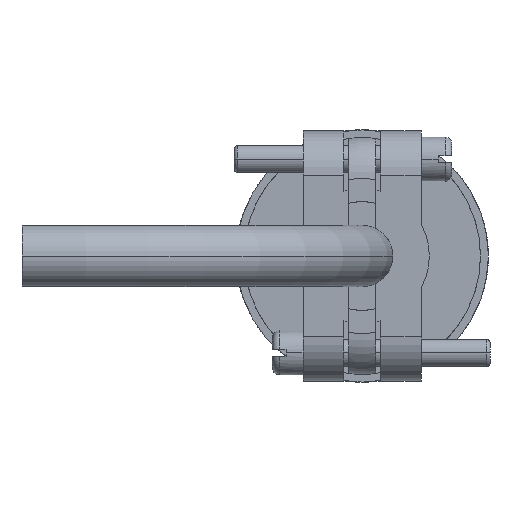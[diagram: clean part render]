
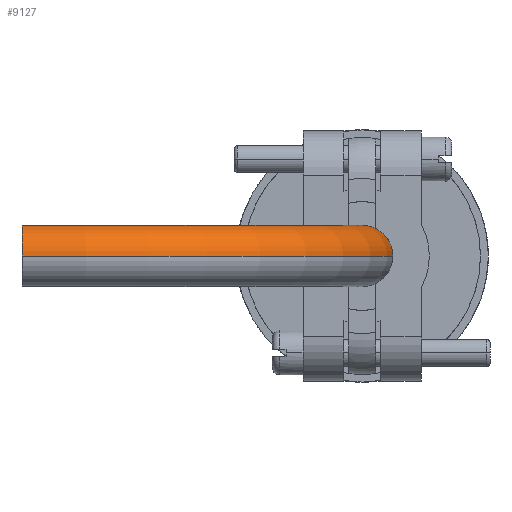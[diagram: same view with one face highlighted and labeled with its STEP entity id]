
A CAD part, front view. The second image highlights one B-rep face of the part: STEP entity #9127.
In plain terms, the highlighted toroidal (fillet/blend) face has major radius 50 mm and minor radius 4.5 mm.
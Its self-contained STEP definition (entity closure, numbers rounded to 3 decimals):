
#126 = DIRECTION ( 'NONE',  ( 1., 0., 0. ) ) ;
#1023 = ORIENTED_EDGE ( 'NONE', *, *, #11465, .T. ) ;
#1375 = CARTESIAN_POINT ( 'NONE',  ( -50.039, -140.385, 0. ) ) ;
#1526 = DIRECTION ( 'NONE',  ( -1., 0.001, 0. ) ) ;
#1601 = VERTEX_POINT ( 'NONE', #21307 ) ;
#2291 = AXIS2_PLACEMENT_3D ( 'NONE', #3378, #16081, #8858 ) ;
#3181 = CARTESIAN_POINT ( 'NONE',  ( 0., -85.885, 0. ) ) ;
#3378 = CARTESIAN_POINT ( 'NONE',  ( -50., -85.885, 0. ) ) ;
#4093 = TOROIDAL_SURFACE ( 'NONE', #2291, 50., 4.5 ) ;
#5003 = DIRECTION ( 'NONE',  ( 1., 0., 0. ) ) ;
#7142 = VERTEX_POINT ( 'NONE', #8087 ) ;
#7186 = CIRCLE ( 'NONE', #10988, 45.5 ) ;
#7393 = ORIENTED_EDGE ( 'NONE', *, *, #15158, .F. ) ;
#8087 = CARTESIAN_POINT ( 'NONE',  ( -4.5, -85.885, 0. ) ) ;
#8745 = CARTESIAN_POINT ( 'NONE',  ( -50., -85.885, 0. ) ) ;
#8858 = DIRECTION ( 'NONE',  ( 1., 0., 0. ) ) ;
#9127 = ADVANCED_FACE ( 'NONE', ( #22259 ), #4093, .T. ) ;
#9772 = EDGE_LOOP ( 'NONE', ( #7393, #20506, #1023, #22358 ) ) ;
#9946 = AXIS2_PLACEMENT_3D ( 'NONE', #3181, #15896, #5003 ) ;
#10017 = CARTESIAN_POINT ( 'NONE',  ( -50.032, -131.385, 0. ) ) ;
#10411 = EDGE_CURVE ( 'NONE', #14539, #7142, #7186, .T. ) ;
#10569 = DIRECTION ( 'NONE',  ( 1., 0., 0. ) ) ;
#10988 = AXIS2_PLACEMENT_3D ( 'NONE', #8745, #21435, #10569 ) ;
#11004 = DIRECTION ( 'NONE',  ( 0., 0., 1. ) ) ;
#11465 = EDGE_CURVE ( 'NONE', #1601, #7142, #19621, .T. ) ;
#12419 = CARTESIAN_POINT ( 'NONE',  ( -50.035, -135.885, 0. ) ) ;
#13548 = CIRCLE ( 'NONE', #15460, 54.5 ) ;
#13775 = EDGE_CURVE ( 'NONE', #15136, #1601, #13548, .T. ) ;
#14255 = DIRECTION ( 'NONE',  ( -0.001, -1., 0. ) ) ;
#14539 = VERTEX_POINT ( 'NONE', #10017 ) ;
#15136 = VERTEX_POINT ( 'NONE', #1375 ) ;
#15158 = EDGE_CURVE ( 'NONE', #15136, #14539, #15750, .T. ) ;
#15460 = AXIS2_PLACEMENT_3D ( 'NONE', #21864, #11004, #126 ) ;
#15750 = CIRCLE ( 'NONE', #21994, 4.5 ) ;
#15896 = DIRECTION ( 'NONE',  ( 0., -1., 0. ) ) ;
#16081 = DIRECTION ( 'NONE',  ( 0., 0., 1. ) ) ;
#19621 = CIRCLE ( 'NONE', #9946, 4.5 ) ;
#20506 = ORIENTED_EDGE ( 'NONE', *, *, #13775, .T. ) ;
#21307 = CARTESIAN_POINT ( 'NONE',  ( 4.5, -85.885, 0. ) ) ;
#21435 = DIRECTION ( 'NONE',  ( 0., 0., 1. ) ) ;
#21864 = CARTESIAN_POINT ( 'NONE',  ( -50., -85.885, 0. ) ) ;
#21994 = AXIS2_PLACEMENT_3D ( 'NONE', #12419, #1526, #14255 ) ;
#22259 = FACE_OUTER_BOUND ( 'NONE', #9772, .T. ) ;
#22358 = ORIENTED_EDGE ( 'NONE', *, *, #10411, .F. ) ;
